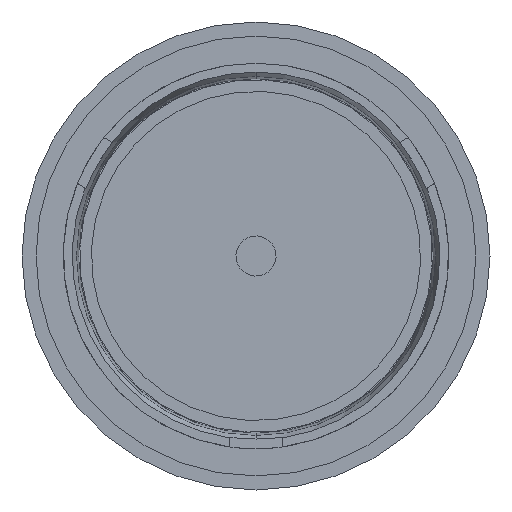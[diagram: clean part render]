
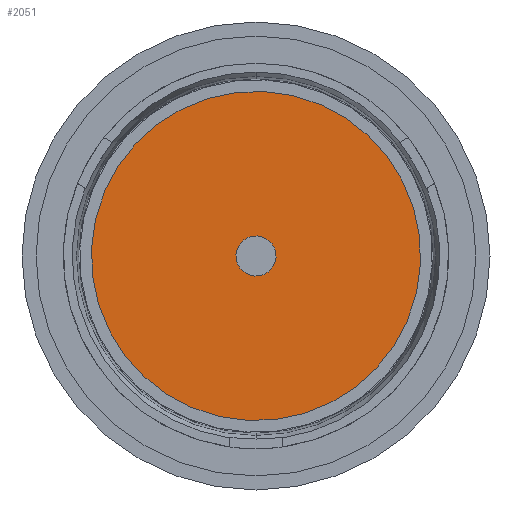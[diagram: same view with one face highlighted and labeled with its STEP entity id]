
A CAD part, front view. The second image highlights one B-rep face of the part: STEP entity #2051.
In plain terms, the highlighted face is planar.
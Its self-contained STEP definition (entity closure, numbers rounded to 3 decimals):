
#133 = CARTESIAN_POINT ( 'NONE',  ( 0., 0.5, 0. ) ) ;
#367 = CARTESIAN_POINT ( 'NONE',  ( 6., 0.5, 0. ) ) ;
#378 = CIRCLE ( 'NONE', #3290, 49.25 ) ;
#433 = EDGE_CURVE ( 'NONE', #928, #1208, #1028, .T. ) ;
#477 = DIRECTION ( 'NONE',  ( 0., 1., 0. ) ) ;
#666 = CARTESIAN_POINT ( 'NONE',  ( -49.25, 0.5, 0. ) ) ;
#791 = CIRCLE ( 'NONE', #3512, 49.25 ) ;
#816 = CARTESIAN_POINT ( 'NONE',  ( 0., 0.5, -49.25 ) ) ;
#890 = CARTESIAN_POINT ( 'NONE',  ( 0., 0.5, 0. ) ) ;
#928 = VERTEX_POINT ( 'NONE', #367 ) ;
#951 = EDGE_LOOP ( 'NONE', ( #1380, #2925 ) ) ;
#1006 = DIRECTION ( 'NONE',  ( -1., 0., 0. ) ) ;
#1011 = FACE_OUTER_BOUND ( 'NONE', #951, .T. ) ;
#1028 = CIRCLE ( 'NONE', #2503, 6. ) ;
#1105 = DIRECTION ( 'NONE',  ( 0., 1., 0. ) ) ;
#1158 = EDGE_CURVE ( 'NONE', #2916, #3330, #791, .T. ) ;
#1208 = VERTEX_POINT ( 'NONE', #1769 ) ;
#1380 = ORIENTED_EDGE ( 'NONE', *, *, #1158, .T. ) ;
#1629 = EDGE_LOOP ( 'NONE', ( #2886, #2696 ) ) ;
#1637 = DIRECTION ( 'NONE',  ( 1., 0., 0. ) ) ;
#1769 = CARTESIAN_POINT ( 'NONE',  ( -6., 0.5, 0. ) ) ;
#1799 = DIRECTION ( 'NONE',  ( 0., 1., 0. ) ) ;
#1905 = EDGE_CURVE ( 'NONE', #3330, #2916, #378, .T. ) ;
#1956 = FACE_BOUND ( 'NONE', #1629, .T. ) ;
#2020 = CARTESIAN_POINT ( 'NONE',  ( 0., 0.5, 0. ) ) ;
#2051 = ADVANCED_FACE ( 'NONE', ( #1011, #1956 ), #3109, .T. ) ;
#2146 = DIRECTION ( 'NONE',  ( 0., 1., 0. ) ) ;
#2296 = AXIS2_PLACEMENT_3D ( 'NONE', #890, #1105, #3702 ) ;
#2385 = CARTESIAN_POINT ( 'NONE',  ( 49.25, 0.5, 0. ) ) ;
#2503 = AXIS2_PLACEMENT_3D ( 'NONE', #133, #2146, #1006 ) ;
#2659 = CARTESIAN_POINT ( 'NONE',  ( 0., 0.5, 0. ) ) ;
#2696 = ORIENTED_EDGE ( 'NONE', *, *, #433, .F. ) ;
#2886 = ORIENTED_EDGE ( 'NONE', *, *, #3589, .F. ) ;
#2893 = DIRECTION ( 'NONE',  ( 0., 1., 0. ) ) ;
#2916 = VERTEX_POINT ( 'NONE', #666 ) ;
#2925 = ORIENTED_EDGE ( 'NONE', *, *, #1905, .T. ) ;
#2986 = DIRECTION ( 'NONE',  ( -1., 0., 0. ) ) ;
#3021 = AXIS2_PLACEMENT_3D ( 'NONE', #816, #477, #1637 ) ;
#3108 = CIRCLE ( 'NONE', #2296, 6. ) ;
#3109 = PLANE ( 'NONE',  #3021 ) ;
#3290 = AXIS2_PLACEMENT_3D ( 'NONE', #2659, #1799, #2986 ) ;
#3330 = VERTEX_POINT ( 'NONE', #2385 ) ;
#3476 = DIRECTION ( 'NONE',  ( -1., 0., 0. ) ) ;
#3512 = AXIS2_PLACEMENT_3D ( 'NONE', #2020, #2893, #3476 ) ;
#3589 = EDGE_CURVE ( 'NONE', #1208, #928, #3108, .T. ) ;
#3702 = DIRECTION ( 'NONE',  ( -1., 0., 0. ) ) ;
